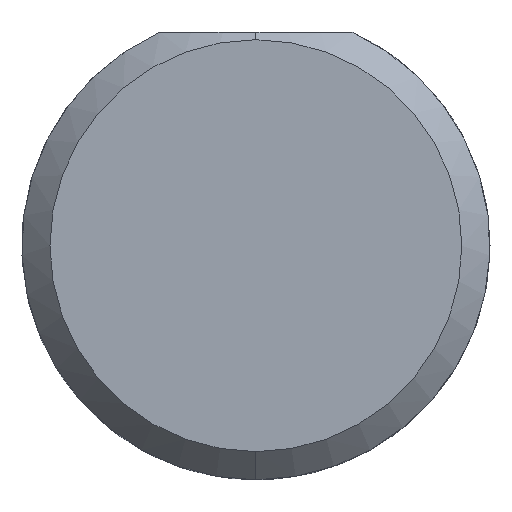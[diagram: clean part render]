
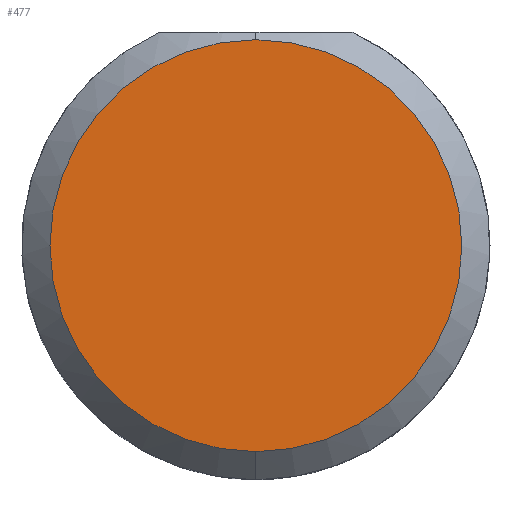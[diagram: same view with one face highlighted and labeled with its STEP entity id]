
A CAD part, left-side view. The second image highlights one B-rep face of the part: STEP entity #477.
In plain terms, the highlighted planar face has unit normal (-1, 0, 0).
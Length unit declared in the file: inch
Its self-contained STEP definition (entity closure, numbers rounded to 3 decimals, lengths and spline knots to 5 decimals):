
#58 = CIRCLE ( 'NONE', #662, 0.10985 ) ;
#63 = CARTESIAN_POINT ( 'NONE',  ( 0., 0., 0. ) ) ;
#98 = CARTESIAN_POINT ( 'NONE',  ( 0., 0., 0.10985 ) ) ;
#124 = VERTEX_POINT ( 'NONE', #444 ) ;
#166 = PLANE ( 'NONE',  #627 ) ;
#181 = ORIENTED_EDGE ( 'NONE', *, *, #696, .T. ) ;
#237 = DIRECTION ( 'NONE',  ( 0., 0., 1. ) ) ;
#243 = DIRECTION ( 'NONE',  ( -1., 0., 0. ) ) ;
#282 = DIRECTION ( 'NONE',  ( 1., 0., 0. ) ) ;
#286 = ORIENTED_EDGE ( 'NONE', *, *, #596, .T. ) ;
#375 = CARTESIAN_POINT ( 'NONE',  ( 0., 0., 0. ) ) ;
#386 = EDGE_LOOP ( 'NONE', ( #286, #181 ) ) ;
#390 = FACE_OUTER_BOUND ( 'NONE', #386, .T. ) ;
#425 = CIRCLE ( 'NONE', #446, 0.10985 ) ;
#428 = DIRECTION ( 'NONE',  ( 0., 0., 1. ) ) ;
#438 = DIRECTION ( 'NONE',  ( -1., 0., 0. ) ) ;
#444 = CARTESIAN_POINT ( 'NONE',  ( 0., 0., -0.10985 ) ) ;
#446 = AXIS2_PLACEMENT_3D ( 'NONE', #375, #438, #428 ) ;
#464 = VERTEX_POINT ( 'NONE', #98 ) ;
#477 = ADVANCED_FACE ( 'NONE', ( #390 ), #166, .F. ) ;
#596 = EDGE_CURVE ( 'NONE', #124, #464, #58, .T. ) ;
#609 = CARTESIAN_POINT ( 'NONE',  ( 0., 0., 0. ) ) ;
#627 = AXIS2_PLACEMENT_3D ( 'NONE', #609, #282, #671 ) ;
#662 = AXIS2_PLACEMENT_3D ( 'NONE', #63, #243, #237 ) ;
#671 = DIRECTION ( 'NONE',  ( 0., 0., -1. ) ) ;
#696 = EDGE_CURVE ( 'NONE', #464, #124, #425, .T. ) ;
